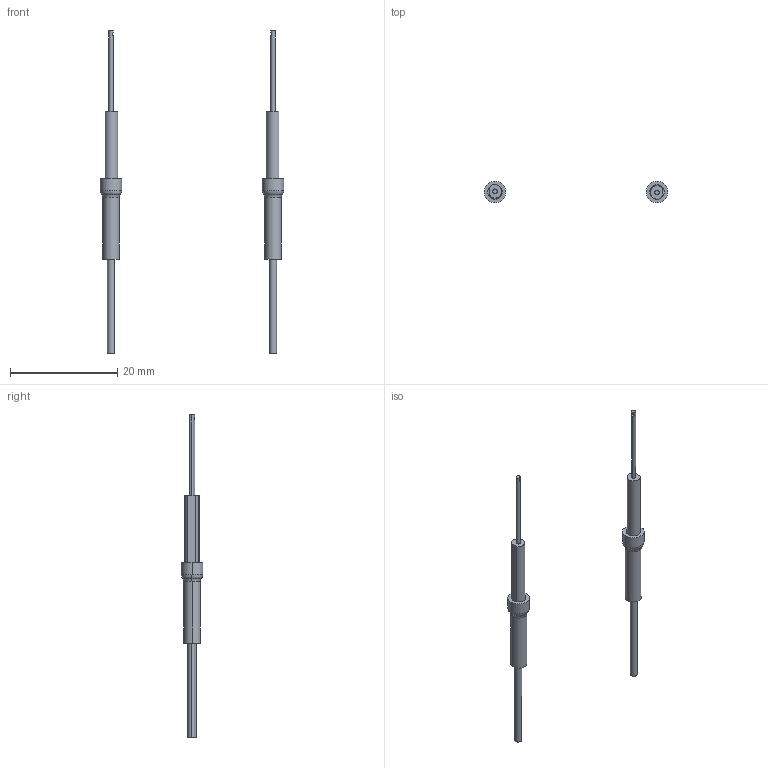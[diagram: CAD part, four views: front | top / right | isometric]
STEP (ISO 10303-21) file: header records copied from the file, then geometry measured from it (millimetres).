
FILE_DESCRIPTION((''),'2;1');
FILE_NAME('PT-G32_ASM','2018-01-22T',('Gavin'),(''),'PRO/ENGINEER BY PARAMETRIC TECHNOLOGY CORPORATION, 2009440','PRO/ENGINEER BY PARAMETRIC TECHNOLOGY CORPORATION, 2009440','');
FILE_SCHEMA(('CONFIG_CONTROL_DESIGN'));
Length unit declared in the file: millimetre
Products named in the file (5): FU-32_T________ANY; FU-32_R________ANY; FU-32_3_ANY_ASM; _PT-G32; PT-G32_ASM
Assembly tree (4 placements, depth 3):
  PT-G32_ASM
    FU-32_3_ANY_ASM
      FU-32_T________ANY
      FU-32_R________ANY
    _PT-G32
Bounding box: 34.2 x 4 x 60 mm (x, y, z)
Volume: 408.6 mm3; surface area: 1075.1 mm2
Topology: 4 solids, 4 shells, 56 faces, 118 edges, 76 vertices
Faces by surface type: cylinder 30, plane 18, torus 5, bspline 3
Entity records: 1818 total; most frequent: CARTESIAN_POINT 432, DIRECTION 310, ORIENTED_EDGE 236, AXIS2_PLACEMENT_3D 136, EDGE_CURVE 118, VERTEX_POINT 76, CIRCLE 72, EDGE_LOOP 66
